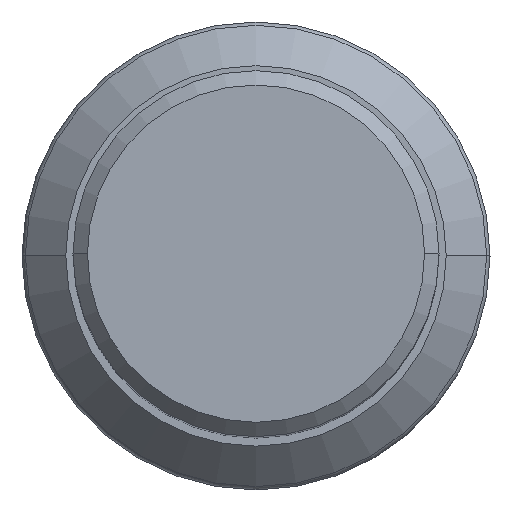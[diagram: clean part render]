
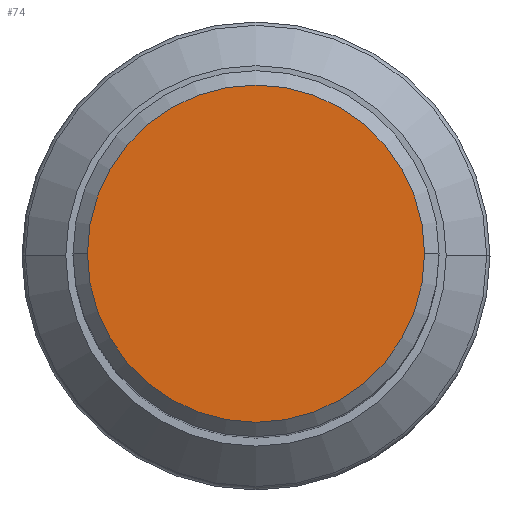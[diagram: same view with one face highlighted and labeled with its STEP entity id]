
A CAD part, top view. The second image highlights one B-rep face of the part: STEP entity #74.
In plain terms, the highlighted planar face has unit normal (0, 0, 1).
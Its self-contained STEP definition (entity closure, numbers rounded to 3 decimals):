
#56=PLANE('',#638);
#74=ADVANCED_FACE('',(#118),#56,.T.);
#118=FACE_OUTER_BOUND('',#148,.T.);
#148=EDGE_LOOP('',(#232,#233,#234,#235));
#232=ORIENTED_EDGE('',*,*,#367,.F.);
#233=ORIENTED_EDGE('',*,*,#371,.F.);
#234=ORIENTED_EDGE('',*,*,#370,.F.);
#235=ORIENTED_EDGE('',*,*,#368,.F.);
#314=VERTEX_POINT('',#953);
#315=VERTEX_POINT('',#955);
#316=VERTEX_POINT('',#957);
#317=VERTEX_POINT('',#961);
#367=EDGE_CURVE('',#314,#315,#428,.T.);
#368=EDGE_CURVE('',#315,#316,#429,.T.);
#370=EDGE_CURVE('',#316,#317,#430,.T.);
#371=EDGE_CURVE('',#317,#314,#431,.T.);
#428=CIRCLE('',#632,11.7);
#429=CIRCLE('',#633,11.7);
#430=CIRCLE('',#635,11.7);
#431=CIRCLE('',#636,11.7);
#632=AXIS2_PLACEMENT_3D('',#954,#782,#783);
#633=AXIS2_PLACEMENT_3D('',#956,#784,#785);
#635=AXIS2_PLACEMENT_3D('',#960,#789,#790);
#636=AXIS2_PLACEMENT_3D('',#962,#791,#792);
#638=AXIS2_PLACEMENT_3D('',#964,#795,#796);
#782=DIRECTION('',(0.,0.,-1.));
#783=DIRECTION('',(-1.,0.,0.));
#784=DIRECTION('',(0.,0.,-1.));
#785=DIRECTION('',(0.,1.,0.));
#789=DIRECTION('',(0.,0.,-1.));
#790=DIRECTION('',(1.,0.,0.));
#791=DIRECTION('',(0.,0.,-1.));
#792=DIRECTION('',(0.,-1.,0.));
#795=DIRECTION('',(0.,0.,1.));
#796=DIRECTION('',(-1.,0.,0.));
#953=CARTESIAN_POINT('',(-11.7,0.,0.));
#954=CARTESIAN_POINT('',(0.,0.,0.));
#955=CARTESIAN_POINT('',(0.,11.7,0.));
#956=CARTESIAN_POINT('',(0.,0.,0.));
#957=CARTESIAN_POINT('',(11.7,0.,0.));
#960=CARTESIAN_POINT('',(0.,0.,0.));
#961=CARTESIAN_POINT('',(0.,-11.7,0.));
#962=CARTESIAN_POINT('',(0.,0.,0.));
#964=CARTESIAN_POINT('',(0.,0.,0.));
